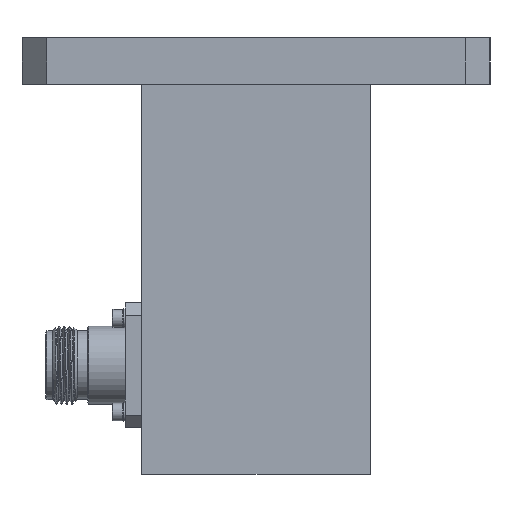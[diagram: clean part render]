
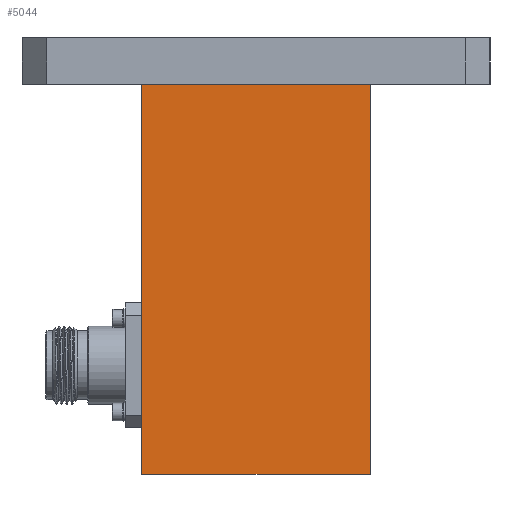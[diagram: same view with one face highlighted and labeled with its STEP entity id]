
A CAD part, left-side view. The second image highlights one B-rep face of the part: STEP entity #5044.
In plain terms, the highlighted planar face has unit normal (-1, 0, 0).
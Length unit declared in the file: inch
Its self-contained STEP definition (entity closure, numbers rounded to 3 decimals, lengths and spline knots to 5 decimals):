
#544 = VERTEX_POINT ( 'NONE', #4995 ) ;
#648 = ORIENTED_EDGE ( 'NONE', *, *, #1801, .T. ) ;
#649 = FACE_OUTER_BOUND ( 'NONE', #1939, .T. ) ;
#677 = PLANE ( 'NONE',  #4594 ) ;
#804 = CARTESIAN_POINT ( 'NONE',  ( -1.765, -0.915, -0.375 ) ) ;
#1005 = DIRECTION ( 'NONE',  ( 0., 0., 1. ) ) ;
#1189 = ORIENTED_EDGE ( 'NONE', *, *, #4617, .F. ) ;
#1294 = LINE ( 'NONE', #1608, #2722 ) ;
#1396 = LINE ( 'NONE', #2133, #1851 ) ;
#1506 = EDGE_CURVE ( 'NONE', #3677, #4710, #2984, .T. ) ;
#1577 = ORIENTED_EDGE ( 'NONE', *, *, #4256, .T. ) ;
#1608 = CARTESIAN_POINT ( 'NONE',  ( -1.765, 0.915, -3.5 ) ) ;
#1642 = VERTEX_POINT ( 'NONE', #3168 ) ;
#1678 = VECTOR ( 'NONE', #2985, 39.37008 ) ;
#1797 = LINE ( 'NONE', #3042, #1678 ) ;
#1801 = EDGE_CURVE ( 'NONE', #544, #3677, #1396, .T. ) ;
#1851 = VECTOR ( 'NONE', #1005, 39.37008 ) ;
#1939 = EDGE_LOOP ( 'NONE', ( #648, #2918, #1189, #1577 ) ) ;
#2133 = CARTESIAN_POINT ( 'NONE',  ( -1.765, -0.915, -3.5 ) ) ;
#2204 = CARTESIAN_POINT ( 'NONE',  ( -1.765, 0.915, -0.375 ) ) ;
#2252 = CARTESIAN_POINT ( 'NONE',  ( -1.765, -0.915, -3.5 ) ) ;
#2281 = DIRECTION ( 'NONE',  ( 0., 0., 1. ) ) ;
#2305 = DIRECTION ( 'NONE',  ( -1., 0., 0. ) ) ;
#2643 = CARTESIAN_POINT ( 'NONE',  ( -1.765, 0., -0.375 ) ) ;
#2722 = VECTOR ( 'NONE', #4894, 39.37008 ) ;
#2918 = ORIENTED_EDGE ( 'NONE', *, *, #1506, .T. ) ;
#2984 = LINE ( 'NONE', #2643, #4973 ) ;
#2985 = DIRECTION ( 'NONE',  ( 0., -1., 0. ) ) ;
#3042 = CARTESIAN_POINT ( 'NONE',  ( -1.765, -0.915, -3.5 ) ) ;
#3168 = CARTESIAN_POINT ( 'NONE',  ( -1.765, 0.915, -3.5 ) ) ;
#3677 = VERTEX_POINT ( 'NONE', #804 ) ;
#4256 = EDGE_CURVE ( 'NONE', #1642, #544, #1797, .T. ) ;
#4594 = AXIS2_PLACEMENT_3D ( 'NONE', #2252, #2305, #2281 ) ;
#4605 = DIRECTION ( 'NONE',  ( 0., 1., 0. ) ) ;
#4617 = EDGE_CURVE ( 'NONE', #1642, #4710, #1294, .T. ) ;
#4710 = VERTEX_POINT ( 'NONE', #2204 ) ;
#4894 = DIRECTION ( 'NONE',  ( 0., 0., 1. ) ) ;
#4973 = VECTOR ( 'NONE', #4605, 39.37008 ) ;
#4995 = CARTESIAN_POINT ( 'NONE',  ( -1.765, -0.915, -3.5 ) ) ;
#5044 = ADVANCED_FACE ( 'NONE', ( #649 ), #677, .T. ) ;
